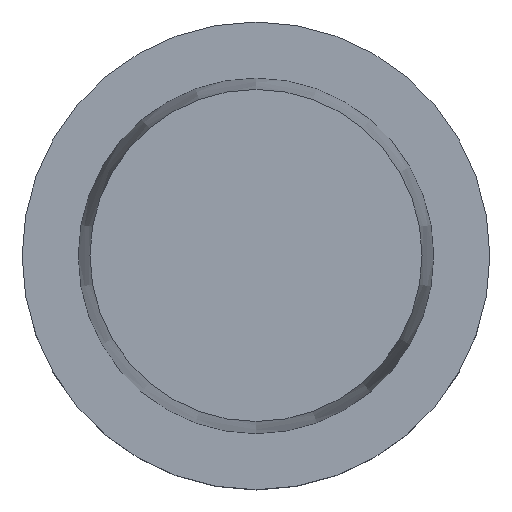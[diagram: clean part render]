
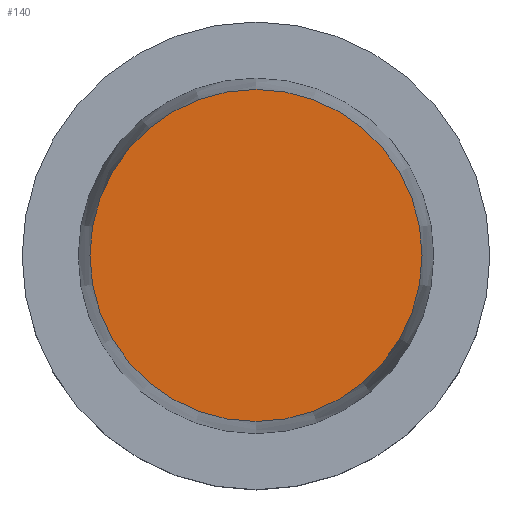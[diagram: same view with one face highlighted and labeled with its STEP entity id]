
A CAD part, top view. The second image highlights one B-rep face of the part: STEP entity #140.
In plain terms, the highlighted planar face has unit normal (0, 0, 1).
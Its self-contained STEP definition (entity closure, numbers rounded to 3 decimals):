
#120=EDGE_CURVE('Unnamed[1]',#285,#285,#286,.T.);
#140=ADVANCED_FACE('Unnamed[1]',(#313),#314,.T.);
#285=VERTEX_POINT('',#500);
#286=CIRCLE('',#501,35.5);
#313=FACE_OUTER_BOUND('',#533,.T.);
#314=PLANE('',#534);
#500=CARTESIAN_POINT('',(0.,35.5,50.0));
#501=AXIS2_PLACEMENT_3D('',#727,#728,#729);
#533=EDGE_LOOP('',(#754));
#534=AXIS2_PLACEMENT_3D('',#755,#756,#757);
#727=CARTESIAN_POINT('',(0.,0.,50.0));
#728=DIRECTION('',(0.,0.,-1.0));
#729=DIRECTION('',(0.,1.0,0.));
#754=ORIENTED_EDGE('',*,*,#120,.F.);
#755=CARTESIAN_POINT('',(0.,17.75,50.0));
#756=DIRECTION('',(0.,0.,1.0));
#757=DIRECTION('',(0.,-1.0,0.));
